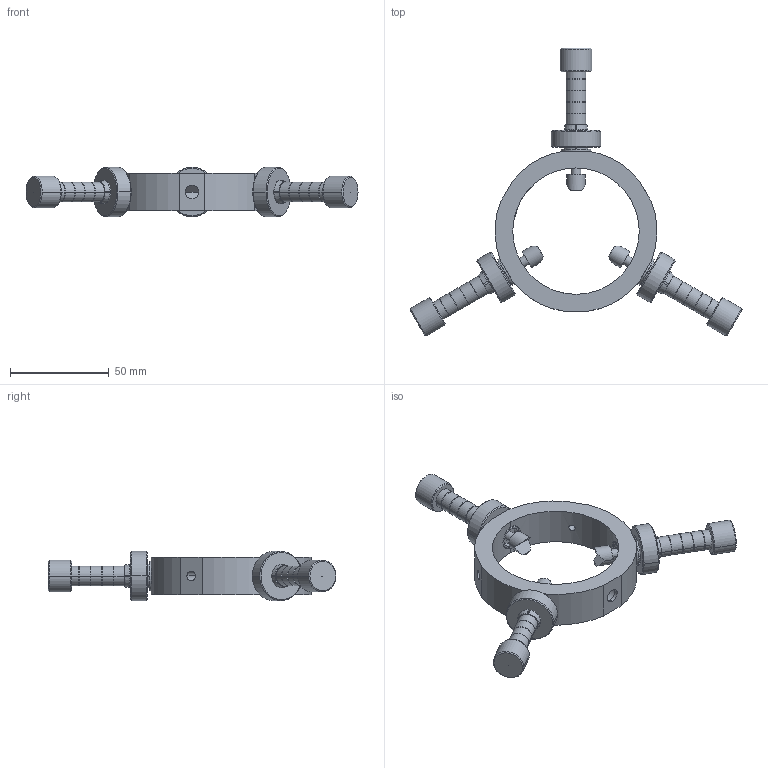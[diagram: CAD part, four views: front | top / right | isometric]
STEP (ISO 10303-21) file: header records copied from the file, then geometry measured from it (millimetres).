
FILE_DESCRIPTION (( 'STEP AP203' ), '1' );
FILE_NAME ('04ALM-2M.STEP', '2016-03-02T07:11:26', ( '' ), ( '' ), 'SwSTEP 2.0', 'SolidWorks 2016', '' );
FILE_SCHEMA (( 'CONFIG_CONTROL_DESIGN' ));
Length unit declared in the file: millimetre
Products named in the file (1): 04ALM-2M
Bounding box: 168.05 x 145.72 x 25 mm (x, y, z)
Volume: 64284.2 mm3; surface area: 41354.1 mm2
Topology: 16 solids, 16 shells, 469 faces, 1067 edges, 692 vertices
Faces by surface type: cylinder 238, plane 171, cone 54, sphere 6
Entity records: 13944 total; most frequent: CARTESIAN_POINT 2849, DIRECTION 2501, ORIENTED_EDGE 2122, EDGE_CURVE 1061, AXIS2_PLACEMENT_3D 1018, VERTEX_POINT 692, EDGE_LOOP 569, CIRCLE 548
